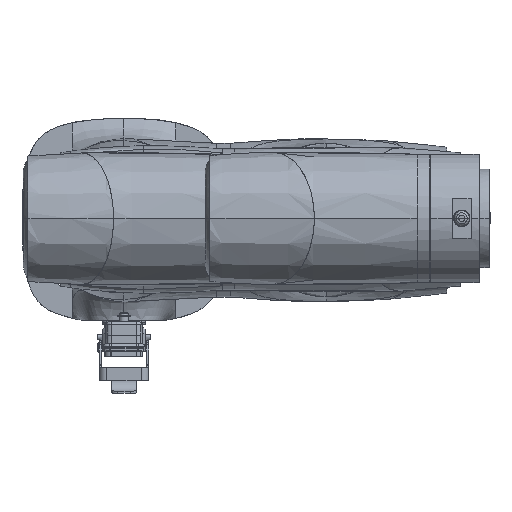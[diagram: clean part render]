
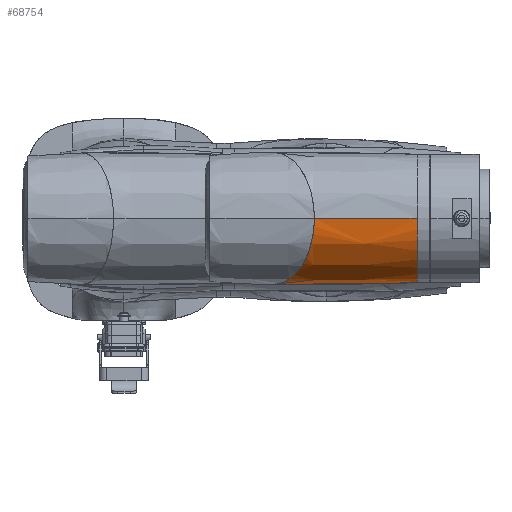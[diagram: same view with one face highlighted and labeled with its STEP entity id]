
A CAD part, top view. The second image highlights one B-rep face of the part: STEP entity #68754.
In plain terms, the highlighted free-form (B-spline) face has degree [3, 3] with [9, 7] control points.
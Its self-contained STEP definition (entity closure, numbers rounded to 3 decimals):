
#67417=CARTESIAN_POINT('',(95.101,-42.072,
689.6));
#67418=CARTESIAN_POINT('',(98.245,-42.129,
689.6));
#67419=CARTESIAN_POINT('',(106.897,-42.269,
689.6));
#67420=CARTESIAN_POINT('',(126.574,-42.463,
689.6));
#67421=CARTESIAN_POINT('',(154.133,-42.319,
689.6));
#67422=CARTESIAN_POINT('',(176.13,-41.575,
689.6));
#67423=CARTESIAN_POINT('',(187.1,-41.,
689.6));
#67478=CARTESIAN_POINT('',(187.1,0.,689.6));
#67479=DIRECTION('',(1.,0.,0.));
#67480=DIRECTION('',(0.,0.,1.));
#67481=AXIS2_PLACEMENT_3D('',#67478,#67479,#67480);
#67483=CARTESIAN_POINT('',(121.585,0.,
731.983));
#67484=CARTESIAN_POINT('',(121.585,-1.636,
731.983));
#67485=CARTESIAN_POINT('',(121.466,-4.983,
731.794));
#67486=CARTESIAN_POINT('',(120.881,-10.203,
730.857));
#67487=CARTESIAN_POINT('',(119.8,-15.685,
729.128));
#67488=CARTESIAN_POINT('',(118.167,-21.042,
726.514));
#67489=CARTESIAN_POINT('',(116.581,-24.945,
723.976));
#67490=CARTESIAN_POINT('',(114.587,-28.908,
720.785));
#67491=CARTESIAN_POINT('',(112.033,-32.75,
716.697));
#67492=CARTESIAN_POINT('',(108.91,-36.258,
711.7));
#67493=CARTESIAN_POINT('',(106.19,-38.483,
707.347));
#67494=CARTESIAN_POINT('',(102.922,-40.478,
702.117));
#67495=CARTESIAN_POINT('',(99.251,-41.785,
696.241));
#67496=CARTESIAN_POINT('',(96.529,-42.098,
691.886));
#67497=CARTESIAN_POINT('',(95.101,-42.072,
689.6));
#67527=CARTESIAN_POINT('',(187.1,0.,
730.6));
#67528=CARTESIAN_POINT('',(176.13,0.,
731.175));
#67529=CARTESIAN_POINT('',(154.306,0.,
731.913));
#67530=CARTESIAN_POINT('',(132.433,0.,
732.032));
#67531=CARTESIAN_POINT('',(121.585,0.,
731.983));
#67672=VERTEX_POINT('',#67417);
#67673=VERTEX_POINT('',#67423);
#67677=VERTEX_POINT('',#67483);
#67678=VERTEX_POINT('',#67527);
#68681=CARTESIAN_POINT('',(94.181,-42.05,
688.939));
#68682=CARTESIAN_POINT('',(97.632,-42.114,
688.939));
#68683=CARTESIAN_POINT('',(106.59,-42.261,
688.939));
#68684=CARTESIAN_POINT('',(126.574,-42.458,
688.94));
#68685=CARTESIAN_POINT('',(154.441,-42.312,
688.945));
#68686=CARTESIAN_POINT('',(176.743,-41.549,
688.956));
#68687=CARTESIAN_POINT('',(188.019,-40.946,
688.963));
#68688=CARTESIAN_POINT('',(94.178,-42.137,
694.726));
#68689=CARTESIAN_POINT('',(97.629,-42.201,
694.727));
#68690=CARTESIAN_POINT('',(106.588,-42.349,
694.728));
#68691=CARTESIAN_POINT('',(126.574,-42.547,
694.721));
#68692=CARTESIAN_POINT('',(154.444,-42.402,
694.678));
#68693=CARTESIAN_POINT('',(176.746,-41.637,
694.594));
#68694=CARTESIAN_POINT('',(188.019,-41.033,
694.537));
#68695=CARTESIAN_POINT('',(94.175,-40.567,
703.119));
#68696=CARTESIAN_POINT('',(97.626,-40.625,
703.132));
#68697=CARTESIAN_POINT('',(106.585,-40.757,
703.162));
#68698=CARTESIAN_POINT('',(126.573,-40.927,
703.198));
#68699=CARTESIAN_POINT('',(154.447,-40.767,
703.149));
#68700=CARTESIAN_POINT('',(176.75,-40.029,
702.959));
#68701=CARTESIAN_POINT('',(188.018,-39.451,
702.814));
#68702=CARTESIAN_POINT('',(94.173,-35.318,
713.133));
#68703=CARTESIAN_POINT('',(97.624,-35.361,
713.158));
#68704=CARTESIAN_POINT('',(106.584,-35.458,
713.215));
#68705=CARTESIAN_POINT('',(126.573,-35.571,
713.28));
#68706=CARTESIAN_POINT('',(154.45,-35.401,
713.176));
#68707=CARTESIAN_POINT('',(176.752,-34.761,
712.793));
#68708=CARTESIAN_POINT('',(188.018,-34.27,
712.502));
#68709=CARTESIAN_POINT('',(94.172,-30.054,
719.654));
#68710=CARTESIAN_POINT('',(97.624,-30.087,
719.687));
#68711=CARTESIAN_POINT('',(106.584,-30.159,
719.759));
#68712=CARTESIAN_POINT('',(126.573,-30.237,
719.837));
#68713=CARTESIAN_POINT('',(154.45,-30.081,
719.681));
#68714=CARTESIAN_POINT('',(176.752,-29.549,
719.149));
#68715=CARTESIAN_POINT('',(188.018,-29.146,
718.746));
#68716=CARTESIAN_POINT('',(94.173,-23.533,
724.918));
#68717=CARTESIAN_POINT('',(97.624,-23.558,
724.961));
#68718=CARTESIAN_POINT('',(106.584,-23.615,
725.058));
#68719=CARTESIAN_POINT('',(126.573,-23.68,
725.171));
#68720=CARTESIAN_POINT('',(154.45,-23.576,
725.001));
#68721=CARTESIAN_POINT('',(176.752,-23.193,
724.361));
#68722=CARTESIAN_POINT('',(188.018,-22.902,
723.87));
#68723=CARTESIAN_POINT('',(94.175,-13.519,
730.168));
#68724=CARTESIAN_POINT('',(97.626,-13.532,
730.225));
#68725=CARTESIAN_POINT('',(106.585,-13.562,
730.357));
#68726=CARTESIAN_POINT('',(126.573,-13.598,
730.527));
#68727=CARTESIAN_POINT('',(154.447,-13.549,
730.368));
#68728=CARTESIAN_POINT('',(176.75,-13.358,
729.629));
#68729=CARTESIAN_POINT('',(188.018,-13.213,
729.051));
#68730=CARTESIAN_POINT('',(94.178,-5.125,
731.737));
#68731=CARTESIAN_POINT('',(97.629,-5.126,
731.801));
#68732=CARTESIAN_POINT('',(106.588,-5.127,
731.949));
#68733=CARTESIAN_POINT('',(126.574,-5.12,
732.147));
#68734=CARTESIAN_POINT('',(154.444,-5.077,
732.002));
#68735=CARTESIAN_POINT('',(176.746,-4.994,
731.237));
#68736=CARTESIAN_POINT('',(188.019,-4.936,
730.633));
#68737=CARTESIAN_POINT('',(94.181,0.662,
731.65));
#68738=CARTESIAN_POINT('',(97.632,0.662,
731.714));
#68739=CARTESIAN_POINT('',(106.59,0.662,
731.861));
#68740=CARTESIAN_POINT('',(126.574,0.661,
732.058));
#68741=CARTESIAN_POINT('',(154.441,0.656,
731.912));
#68742=CARTESIAN_POINT('',(176.743,0.645,
731.149));
#68743=CARTESIAN_POINT('',(188.019,0.638,
730.546));
#68744=B_SPLINE_SURFACE_WITH_KNOTS('',3,3,((#68681,#68682,#68683,#68684,#68685,
#68686,#68687),(#68688,#68689,#68690,#68691,#68692,#68693,#68694),(#68695,
#68696,#68697,#68698,#68699,#68700,#68701),(#68702,#68703,#68704,#68705,#68706,
#68707,#68708),(#68709,#68710,#68711,#68712,#68713,#68714,#68715),(#68716,
#68717,#68718,#68719,#68720,#68721,#68722),(#68723,#68724,#68725,#68726,#68727,
#68728,#68729),(#68730,#68731,#68732,#68733,#68734,#68735,#68736),(#68737,
#68738,#68739,#68740,#68741,#68742,#68743)),.UNSPECIFIED.,.F.,.F.,.F.,(4,1,1,1,
1,1,4),(4,1,1,1,4),(-0.01,0.25,0.375,0.5,0.625,0.75,
1.01),(0.297,0.375,0.5,0.75,1.007),
.UNSPECIFIED.);
#68746=ORIENTED_EDGE('',*,*,#68745,.F.);
#68748=ORIENTED_EDGE('',*,*,#68747,.F.);
#68750=ORIENTED_EDGE('',*,*,#68749,.T.);
#68751=ORIENTED_EDGE('',*,*,#68666,.F.);
#68752=EDGE_LOOP('',(#68746,#68748,#68750,#68751));
#68753=FACE_OUTER_BOUND('',#68752,.F.);
#68754=ADVANCED_FACE('',(#68753),#68744,.F.);
#67424=B_SPLINE_CURVE_WITH_KNOTS('',3,(#67417,#67418,#67419,#67420,#67421,
#67422,#67423),.UNSPECIFIED.,.F.,.F.,(4,1,1,1,4),(0.,0.103,
0.282,0.641,1.),.UNSPECIFIED.);
#67482=CIRCLE('',#67481,41.);
#67498=B_SPLINE_CURVE_WITH_KNOTS('',3,(#67483,#67484,#67485,#67486,#67487,
#67488,#67489,#67490,#67491,#67492,#67493,#67494,#67495,#67496,#67497),
.UNSPECIFIED.,.F.,.F.,(4,1,1,1,1,1,1,1,1,1,1,1,4),(0.,0.083,
0.167,0.25,0.333,0.417,0.5,
0.583,0.667,0.75,0.833,0.917,
1.),.UNSPECIFIED.);
#67532=B_SPLINE_CURVE_WITH_KNOTS('',3,(#67527,#67528,#67529,#67530,#67531),
.UNSPECIFIED.,.F.,.F.,(4,1,4),(0.,0.504,1.),.UNSPECIFIED.);
#68666=EDGE_CURVE('',#67672,#67673,#67424,.T.);
#68745=EDGE_CURVE('',#67677,#67672,#67498,.T.);
#68747=EDGE_CURVE('',#67678,#67677,#67532,.T.);
#68749=EDGE_CURVE('',#67678,#67673,#67482,.T.);
